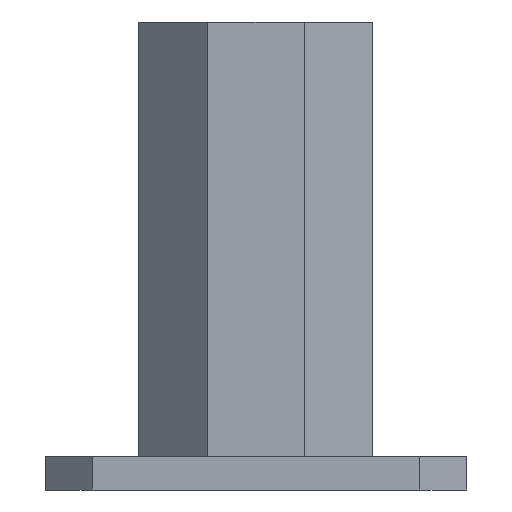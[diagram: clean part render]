
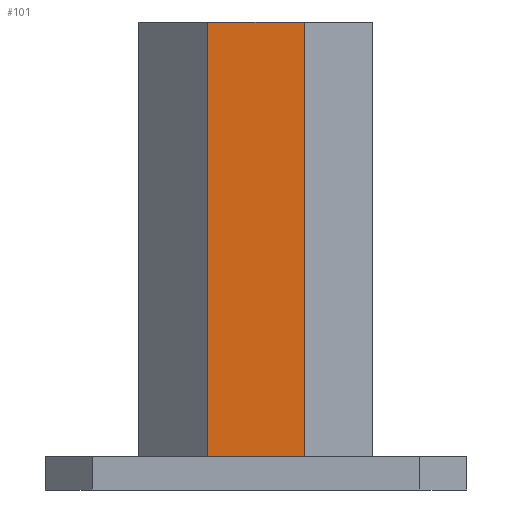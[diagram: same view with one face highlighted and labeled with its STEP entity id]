
A CAD part, left-side view. The second image highlights one B-rep face of the part: STEP entity #101.
In plain terms, the highlighted planar face has unit normal (-1, 0, 0).
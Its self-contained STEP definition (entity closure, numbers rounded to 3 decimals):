
#101 = ADVANCED_FACE( '', ( #331 ), #332, .T. );
#331 = FACE_OUTER_BOUND( '', #762, .T. );
#332 = PLANE( '', #763 );
#762 = EDGE_LOOP( '', ( #1466, #1467, #1468, #1469 ) );
#763 = AXIS2_PLACEMENT_3D( '', #1470, #1471, #1472 );
#1466 = ORIENTED_EDGE( '', *, *, #2673, .T. );
#1467 = ORIENTED_EDGE( '', *, *, #2683, .T. );
#1468 = ORIENTED_EDGE( '', *, *, #2684, .F. );
#1469 = ORIENTED_EDGE( '', *, *, #2685, .F. );
#1470 = CARTESIAN_POINT( '', ( -175., -72.487, 700. ) );
#1471 = DIRECTION( '', ( -1., 0., 0. ) );
#1472 = DIRECTION( '', ( 0., -1., 0. ) );
#2673 = EDGE_CURVE( '', #3278, #3276, #3279, .T. );
#2683 = EDGE_CURVE( '', #3276, #3292, #3294, .T. );
#2684 = EDGE_CURVE( '', #3295, #3292, #3296, .T. );
#2685 = EDGE_CURVE( '', #3278, #3295, #3297, .T. );
#3276 = VERTEX_POINT( '', #4105 );
#3278 = VERTEX_POINT( '', #4108 );
#3279 = LINE( '', #4109, #4110 );
#3292 = VERTEX_POINT( '', #4131 );
#3294 = LINE( '', #4134, #4135 );
#3295 = VERTEX_POINT( '', #4136 );
#3296 = LINE( '', #4137, #4138 );
#3297 = LINE( '', #4139, #4140 );
#4105 = CARTESIAN_POINT( '', ( -175., 72.487, 700. ) );
#4108 = CARTESIAN_POINT( '', ( -175., -72.487, 700. ) );
#4109 = CARTESIAN_POINT( '', ( -175., -72.487, 700. ) );
#4110 = VECTOR( '', #4873, 1000. );
#4131 = CARTESIAN_POINT( '', ( -175., 72.487, 50. ) );
#4134 = CARTESIAN_POINT( '', ( -175., 72.487, 700. ) );
#4135 = VECTOR( '', #4883, 1000. );
#4136 = CARTESIAN_POINT( '', ( -175., -72.487, 50. ) );
#4137 = CARTESIAN_POINT( '', ( -175., -72.487, 50. ) );
#4138 = VECTOR( '', #4884, 1000. );
#4139 = CARTESIAN_POINT( '', ( -175., -72.487, 700. ) );
#4140 = VECTOR( '', #4885, 1000. );
#4873 = DIRECTION( '', ( 0., 1., 0. ) );
#4883 = DIRECTION( '', ( 0., 0., -1. ) );
#4884 = DIRECTION( '', ( 0., 1., 0. ) );
#4885 = DIRECTION( '', ( 0., 0., -1. ) );
